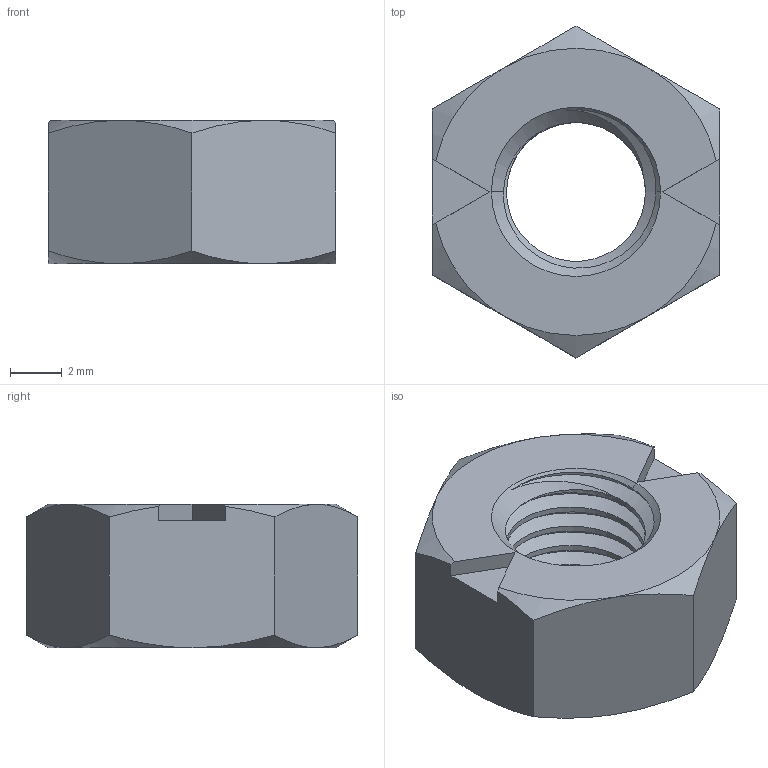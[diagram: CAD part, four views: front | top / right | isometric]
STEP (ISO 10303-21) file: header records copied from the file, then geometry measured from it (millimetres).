
FILE_DESCRIPTION (( 'STEP AP203' ), '1' );
FILE_NAME ('92501A502_Top-Lock Distorted-Thread Locknut.STEP', '2021-09-15T00:04:09', ( 'Administrator' ), ( 'Managed by Terraform' ), 'SwSTEP 2.0', 'SolidWorks 2017', '' );
FILE_SCHEMA (( 'CONFIG_CONTROL_DESIGN' ));
Length unit declared in the file: inch
Products named in the file (1): 92501A502_Top-Lock Distorted-Thread Locknut
Bounding box: 11.11 x 12.83 x 5.56 mm (x, y, z)
Volume: 437.1 mm3; surface area: 518.2 mm2
Topology: 1 solids, 1 shells, 56 faces, 152 edges, 98 vertices
Faces by surface type: cylinder 24, cone 16, plane 14, bspline 2
Entity records: 2617 total; most frequent: CARTESIAN_POINT 1329, ORIENTED_EDGE 304, DIRECTION 198, EDGE_CURVE 152, VERTEX_POINT 98, AXIS2_PLACEMENT_3D 75, EDGE_LOOP 58, FACE_OUTER_BOUND 56
